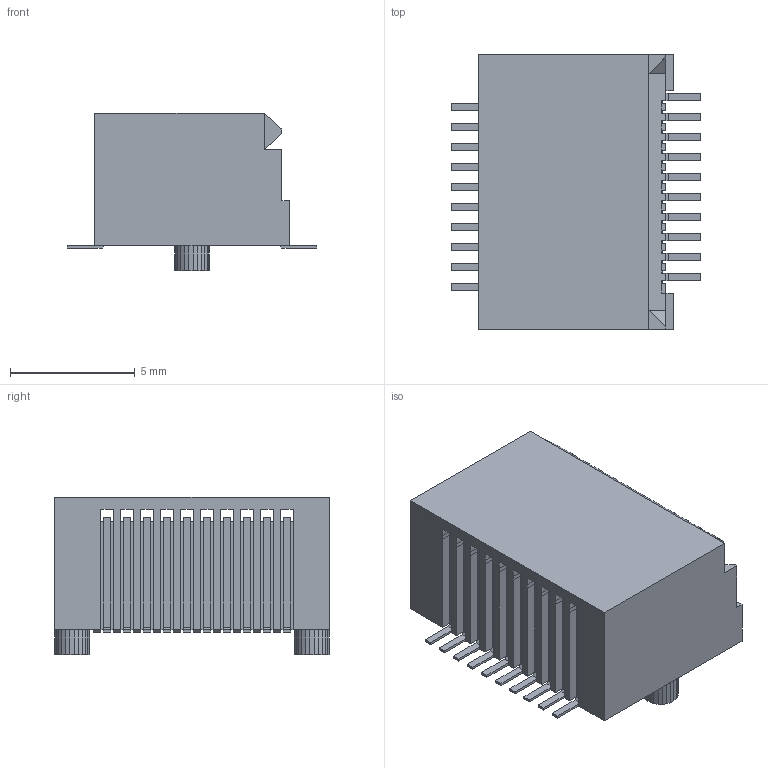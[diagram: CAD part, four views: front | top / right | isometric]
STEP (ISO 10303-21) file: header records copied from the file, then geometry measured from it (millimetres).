
FILE_DESCRIPTION(('FreeCAD Model'),'2;1');
FILE_NAME('10056847-XY1LF.step', '2017-02-18T16:22:08',('Author'),(''), 'Open CASCADE STEP processor 6.8','FreeCAD','Unknown');
FILE_SCHEMA(('AUTOMOTIVE_DESIGN_CC2 { 1 2 10303 214 -1 1 5 4 }'));
Length unit declared in the file: millimetre
Products named in the file (2): ASSEMBLY; Group005
Assembly tree (1 placements, depth 2):
  ASSEMBLY
    Group005
Bounding box: 10 x 11 x 6.3 mm (x, y, z)
Volume: 293.4 mm3; surface area: 950.9 mm2
Topology: 1 solids, 1 shells, 732 faces, 2185 edges, 1409 vertices
Faces by surface type: plane 732
Entity records: 56534 total; most frequent: CARTESIAN_POINT 9770, DIRECTION 6951, LINE 5483, VECTOR 5483, ORIENTED_EDGE 4370, PCURVE 4370, DEFINITIONAL_REPRESENTATION 4370, EDGE_CURVE 2185
